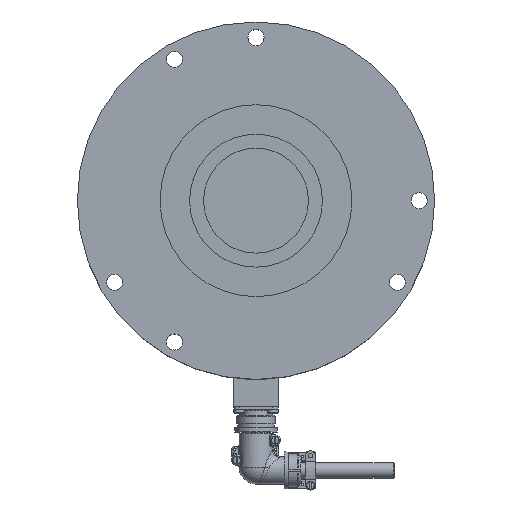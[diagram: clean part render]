
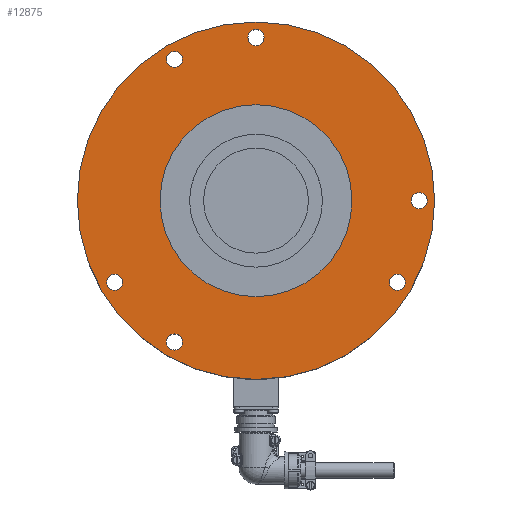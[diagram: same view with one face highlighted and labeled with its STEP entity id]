
A CAD part, top view. The second image highlights one B-rep face of the part: STEP entity #12875.
In plain terms, the highlighted planar face has unit normal (0, 0, 1).
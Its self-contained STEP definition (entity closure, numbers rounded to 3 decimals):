
#444 = ORIENTED_EDGE ( 'NONE', *, *, #6835, .T. ) ;
#957 = ORIENTED_EDGE ( 'NONE', *, *, #14612, .T. ) ;
#1110 = VERTEX_POINT ( 'NONE', #7490 ) ;
#1274 = DIRECTION ( 'NONE',  ( 0., 0., -1. ) ) ;
#1332 = AXIS2_PLACEMENT_3D ( 'NONE', #14549, #16027, #16327 ) ;
#1591 = EDGE_LOOP ( 'NONE', ( #7962 ) ) ;
#1703 = DIRECTION ( 'NONE',  ( 1., 0., 0. ) ) ;
#1832 = CARTESIAN_POINT ( 'NONE',  ( -90.196, -55.25, 36. ) ) ;
#2148 = AXIS2_PLACEMENT_3D ( 'NONE', #16203, #9734, #14528 ) ;
#2253 = AXIS2_PLACEMENT_3D ( 'NONE', #17266, #6299, #9335 ) ;
#2257 = EDGE_CURVE ( 'NONE', #10524, #10524, #4749, .T. ) ;
#2550 = ORIENTED_EDGE ( 'NONE', *, *, #14370, .T. ) ;
#2562 = EDGE_CURVE ( 'NONE', #4380, #4380, #9368, .T. ) ;
#3050 = AXIS2_PLACEMENT_3D ( 'NONE', #9417, #1274, #20400 ) ;
#3322 = EDGE_CURVE ( 'NONE', #10310, #10310, #17127, .T. ) ;
#3488 = FACE_BOUND ( 'NONE', #17698, .T. ) ;
#3671 = CIRCLE ( 'NONE', #1332, 5.5 ) ;
#4096 = DIRECTION ( 'NONE',  ( -1., 0., 0. ) ) ;
#4380 = VERTEX_POINT ( 'NONE', #16891 ) ;
#4412 = EDGE_LOOP ( 'NONE', ( #4611 ) ) ;
#4611 = ORIENTED_EDGE ( 'NONE', *, *, #18398, .T. ) ;
#4749 = CIRCLE ( 'NONE', #16394, 5.5 ) ;
#4933 = FACE_BOUND ( 'NONE', #5540, .T. ) ;
#5243 = DIRECTION ( 'NONE',  ( 0., 0., 1. ) ) ;
#5266 = DIRECTION ( 'NONE',  ( 1., 0., 0. ) ) ;
#5540 = EDGE_LOOP ( 'NONE', ( #18717 ) ) ;
#5806 = VERTEX_POINT ( 'NONE', #12157 ) ;
#6037 = CIRCLE ( 'NONE', #15371, 65. ) ;
#6299 = DIRECTION ( 'NONE',  ( 0., 0., -1. ) ) ;
#6730 = VERTEX_POINT ( 'NONE', #1832 ) ;
#6835 = EDGE_CURVE ( 'NONE', #10839, #10839, #9920, .T. ) ;
#6914 = FACE_OUTER_BOUND ( 'NONE', #18897, .T. ) ;
#7335 = ORIENTED_EDGE ( 'NONE', *, *, #3322, .T. ) ;
#7490 = CARTESIAN_POINT ( 'NONE',  ( -121., 0., 36. ) ) ;
#7962 = ORIENTED_EDGE ( 'NONE', *, *, #2257, .T. ) ;
#8091 = VERTEX_POINT ( 'NONE', #14453 ) ;
#8174 = PLANE ( 'NONE',  #2148 ) ;
#8373 = DIRECTION ( 'NONE',  ( -1., 0., 0. ) ) ;
#9335 = DIRECTION ( 'NONE',  ( 1., 0., 0. ) ) ;
#9368 = CIRCLE ( 'NONE', #3050, 5.5 ) ;
#9417 = CARTESIAN_POINT ( 'NONE',  ( -55.25, -95.696, 36. ) ) ;
#9734 = DIRECTION ( 'NONE',  ( 0., 0., -1. ) ) ;
#9839 = FACE_BOUND ( 'NONE', #1591, .T. ) ;
#9920 = CIRCLE ( 'NONE', #2253, 5.5 ) ;
#10289 = DIRECTION ( 'NONE',  ( 1., 0., 0. ) ) ;
#10310 = VERTEX_POINT ( 'NONE', #12074 ) ;
#10417 = CARTESIAN_POINT ( 'NONE',  ( 5.5, 110.5, 36. ) ) ;
#10524 = VERTEX_POINT ( 'NONE', #10417 ) ;
#10787 = AXIS2_PLACEMENT_3D ( 'NONE', #17551, #19228, #1703 ) ;
#10839 = VERTEX_POINT ( 'NONE', #11229 ) ;
#11229 = CARTESIAN_POINT ( 'NONE',  ( 116., 0., 36. ) ) ;
#11889 = ORIENTED_EDGE ( 'NONE', *, *, #20434, .F. ) ;
#12074 = CARTESIAN_POINT ( 'NONE',  ( -49.75, 95.696, 36. ) ) ;
#12157 = CARTESIAN_POINT ( 'NONE',  ( 101.196, -55.25, 36. ) ) ;
#12256 = CARTESIAN_POINT ( 'NONE',  ( 95.696, -55.25, 36. ) ) ;
#12875 = ADVANCED_FACE ( 'NONE', ( #4933, #17773, #16304, #3488, #9839, #16103, #13264, #6914 ), #8174, .F. ) ;
#12984 = CARTESIAN_POINT ( 'NONE',  ( 0., 110.5, 36. ) ) ;
#13264 = FACE_BOUND ( 'NONE', #15534, .T. ) ;
#13770 = AXIS2_PLACEMENT_3D ( 'NONE', #15049, #5243, #8373 ) ;
#14329 = EDGE_LOOP ( 'NONE', ( #7335 ) ) ;
#14370 = EDGE_CURVE ( 'NONE', #5806, #5806, #15429, .T. ) ;
#14453 = CARTESIAN_POINT ( 'NONE',  ( -65., 0., 36. ) ) ;
#14528 = DIRECTION ( 'NONE',  ( 1., 0., 0. ) ) ;
#14549 = CARTESIAN_POINT ( 'NONE',  ( -95.696, -55.25, 36. ) ) ;
#14612 = EDGE_CURVE ( 'NONE', #1110, #1110, #15792, .T. ) ;
#15049 = CARTESIAN_POINT ( 'NONE',  ( 0., 0., 36. ) ) ;
#15371 = AXIS2_PLACEMENT_3D ( 'NONE', #16715, #20388, #4096 ) ;
#15429 = CIRCLE ( 'NONE', #18092, 5.5 ) ;
#15534 = EDGE_LOOP ( 'NONE', ( #11889 ) ) ;
#15792 = CIRCLE ( 'NONE', #13770, 121. ) ;
#16027 = DIRECTION ( 'NONE',  ( 0., 0., -1. ) ) ;
#16103 = FACE_BOUND ( 'NONE', #14329, .T. ) ;
#16203 = CARTESIAN_POINT ( 'NONE',  ( 0., -65., 36. ) ) ;
#16304 = FACE_BOUND ( 'NONE', #20653, .T. ) ;
#16327 = DIRECTION ( 'NONE',  ( 1., 0., 0. ) ) ;
#16394 = AXIS2_PLACEMENT_3D ( 'NONE', #12984, #19579, #5266 ) ;
#16715 = CARTESIAN_POINT ( 'NONE',  ( 0., 0., 36. ) ) ;
#16891 = CARTESIAN_POINT ( 'NONE',  ( -49.75, -95.696, 36. ) ) ;
#17127 = CIRCLE ( 'NONE', #10787, 5.5 ) ;
#17266 = CARTESIAN_POINT ( 'NONE',  ( 110.5, 0., 36. ) ) ;
#17551 = CARTESIAN_POINT ( 'NONE',  ( -55.25, 95.696, 36. ) ) ;
#17698 = EDGE_LOOP ( 'NONE', ( #2550 ) ) ;
#17773 = FACE_BOUND ( 'NONE', #4412, .T. ) ;
#18092 = AXIS2_PLACEMENT_3D ( 'NONE', #12256, #18339, #10289 ) ;
#18339 = DIRECTION ( 'NONE',  ( 0., 0., -1. ) ) ;
#18398 = EDGE_CURVE ( 'NONE', #6730, #6730, #3671, .T. ) ;
#18717 = ORIENTED_EDGE ( 'NONE', *, *, #2562, .T. ) ;
#18897 = EDGE_LOOP ( 'NONE', ( #957 ) ) ;
#19228 = DIRECTION ( 'NONE',  ( 0., 0., -1. ) ) ;
#19579 = DIRECTION ( 'NONE',  ( 0., 0., -1. ) ) ;
#20388 = DIRECTION ( 'NONE',  ( 0., 0., 1. ) ) ;
#20400 = DIRECTION ( 'NONE',  ( 1., 0., 0. ) ) ;
#20434 = EDGE_CURVE ( 'NONE', #8091, #8091, #6037, .T. ) ;
#20653 = EDGE_LOOP ( 'NONE', ( #444 ) ) ;
